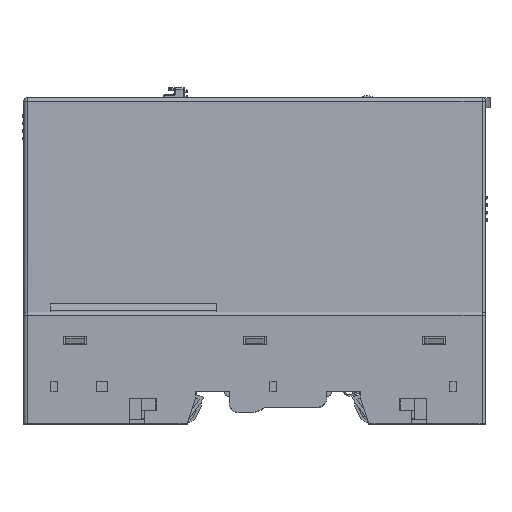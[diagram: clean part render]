
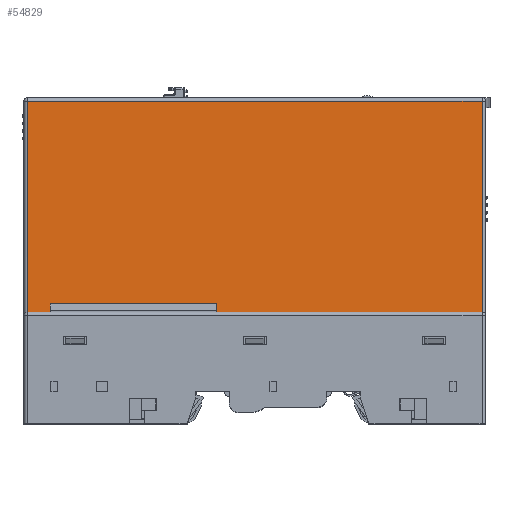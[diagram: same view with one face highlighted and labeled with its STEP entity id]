
A CAD part, top view. The second image highlights one B-rep face of the part: STEP entity #54829.
In plain terms, the highlighted planar face has unit normal (0, 0.018, 1).
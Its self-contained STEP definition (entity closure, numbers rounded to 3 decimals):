
#12305=DIRECTION('',(0.,-1.,0.017));
#12306=VECTOR('',#12305,45.27);
#12307=CARTESIAN_POINT('',(48.75,69.263,29.175));
#12308=LINE('',#12307,#12306);
#12309=DIRECTION('',(-1.,0.,0.));
#12310=VECTOR('',#12309,97.5);
#12311=CARTESIAN_POINT('',(48.75,24.,29.965));
#12312=LINE('',#12311,#12310);
#12313=DIRECTION('',(0.,1.,-0.017));
#12314=VECTOR('',#12313,45.27);
#12315=CARTESIAN_POINT('',(-48.75,24.,29.965));
#12316=LINE('',#12315,#12314);
#12317=DIRECTION('',(1.,0.,0.));
#12318=VECTOR('',#12317,97.5);
#12319=CARTESIAN_POINT('',(-48.75,69.263,29.175));
#12320=LINE('',#12319,#12318);
#33604=CARTESIAN_POINT('',(48.75,24.,29.965));
#33606=VERTEX_POINT('',#33604);
#33607=CARTESIAN_POINT('',(48.75,69.263,29.175));
#33608=VERTEX_POINT('',#33607);
#33613=CARTESIAN_POINT('',(-48.75,69.263,29.175));
#33614=VERTEX_POINT('',#33613);
#33615=CARTESIAN_POINT('',(-48.75,24.,29.965));
#33616=VERTEX_POINT('',#33615);
#54816=CARTESIAN_POINT('',(-51.102,22.,30.));
#54817=DIRECTION('',(0.,-0.017,-1.));
#54818=DIRECTION('',(-1.,0.,0.));
#54819=AXIS2_PLACEMENT_3D('',#54816,#54817,#54818);
#54820=PLANE('',#54819);
#54821=ORIENTED_EDGE('',*,*,#54807,.T.);
#54822=ORIENTED_EDGE('',*,*,#54646,.T.);
#54824=ORIENTED_EDGE('',*,*,#54823,.T.);
#54826=ORIENTED_EDGE('',*,*,#54825,.T.);
#54827=EDGE_LOOP('',(#54821,#54822,#54824,#54826));
#54828=FACE_OUTER_BOUND('',#54827,.F.);
#54829=ADVANCED_FACE('',(#54828),#54820,.F.);
#54646=EDGE_CURVE('',#33606,#33616,#12312,.T.);
#54807=EDGE_CURVE('',#33608,#33606,#12308,.T.);
#54823=EDGE_CURVE('',#33616,#33614,#12316,.T.);
#54825=EDGE_CURVE('',#33614,#33608,#12320,.T.);
